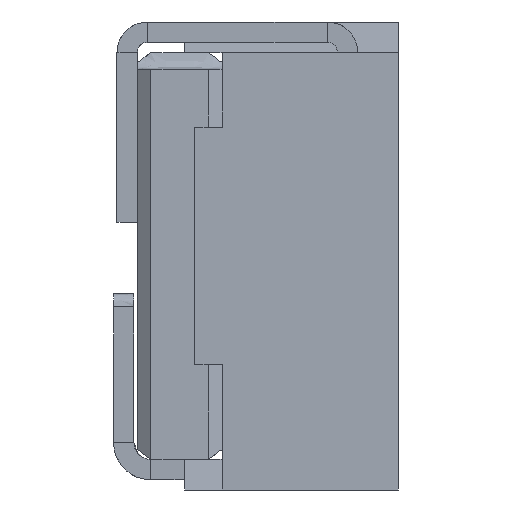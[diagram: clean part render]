
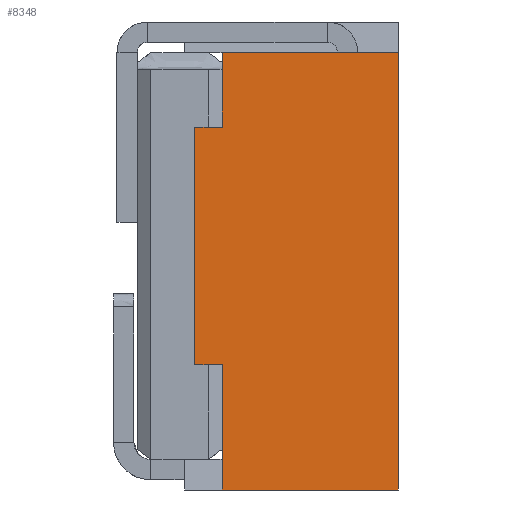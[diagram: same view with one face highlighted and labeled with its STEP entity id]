
A CAD part, left-side view. The second image highlights one B-rep face of the part: STEP entity #8348.
In plain terms, the highlighted free-form (B-spline) face has degree [1, 1] with [2, 2] control points.
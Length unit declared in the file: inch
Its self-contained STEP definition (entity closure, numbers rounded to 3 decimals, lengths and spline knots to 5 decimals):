
#87=DIRECTION('',(0.,0.,1.));
#88=VECTOR('',#87,0.129);
#89=CARTESIAN_POINT('',(-0.065,0.,-0.072));
#90=LINE('',#89,#88);
#1948=DIRECTION('',(0.,0.,-1.));
#1949=VECTOR('',#1948,0.07);
#1950=CARTESIAN_POINT('',(-0.065,0.06,0.035));
#1951=LINE('',#1950,#1949);
#1955=DIRECTION('',(0.,-1.,0.));
#1956=VECTOR('',#1955,0.008);
#1957=CARTESIAN_POINT('',(-0.065,0.06,0.035));
#1958=LINE('',#1957,#1956);
#1962=DIRECTION('',(0.,0.,1.));
#1963=VECTOR('',#1962,0.022);
#1964=CARTESIAN_POINT('',(-0.065,0.052,0.035));
#1965=LINE('',#1964,#1963);
#1969=DIRECTION('',(0.,1.,0.));
#1970=VECTOR('',#1969,0.052);
#1971=CARTESIAN_POINT('',(-0.065,0.,0.057));
#1972=LINE('',#1971,#1970);
#1976=DIRECTION('',(0.,1.,0.));
#1977=VECTOR('',#1976,0.052);
#1978=CARTESIAN_POINT('',(-0.065,0.,-0.072));
#1979=LINE('',#1978,#1977);
#1983=DIRECTION('',(0.,0.,1.));
#1984=VECTOR('',#1983,0.037);
#1985=CARTESIAN_POINT('',(-0.065,0.052,-0.072));
#1986=LINE('',#1985,#1984);
#1990=DIRECTION('',(0.,-1.,0.));
#1991=VECTOR('',#1990,0.008);
#1992=CARTESIAN_POINT('',(-0.065,0.06,-0.035));
#1993=LINE('',#1992,#1991);
#6193=CARTESIAN_POINT('',(-0.065,0.,0.057));
#6194=VERTEX_POINT('',#6193);
#6217=CARTESIAN_POINT('',(-0.065,0.,-0.072));
#6218=VERTEX_POINT('',#6217);
#6229=CARTESIAN_POINT('',(-0.065,0.052,-0.072));
#6230=CARTESIAN_POINT('',(-0.065,0.052,-0.035));
#6231=VERTEX_POINT('',#6229);
#6232=VERTEX_POINT('',#6230);
#6233=CARTESIAN_POINT('',(-0.065,0.052,0.035));
#6234=CARTESIAN_POINT('',(-0.065,0.052,0.057));
#6235=VERTEX_POINT('',#6233);
#6236=VERTEX_POINT('',#6234);
#6265=CARTESIAN_POINT('',(-0.065,0.06,0.035));
#6266=CARTESIAN_POINT('',(-0.065,0.06,-0.035));
#6267=VERTEX_POINT('',#6265);
#6268=VERTEX_POINT('',#6266);
#8331=CARTESIAN_POINT('',(-0.065,-0.0012,-0.07458));
#8332=CARTESIAN_POINT('',(-0.065,0.0612,-0.07458));
#8333=CARTESIAN_POINT('',(-0.065,-0.0012,0.05958));
#8334=CARTESIAN_POINT('',(-0.065,0.0612,0.05958));
#8335=B_SPLINE_SURFACE_WITH_KNOTS('',1,1,((#8331,#8332),(#8333,#8334)),
.UNSPECIFIED.,.F.,.F.,.F.,(2,2),(2,2),(-0.00258,0.13158),(-0.0012,0.0612),
.UNSPECIFIED.);
#8336=ORIENTED_EDGE('',*,*,#8282,.F.);
#8337=ORIENTED_EDGE('',*,*,#8313,.T.);
#8338=ORIENTED_EDGE('',*,*,#8136,.T.);
#8340=ORIENTED_EDGE('',*,*,#8339,.F.);
#8341=ORIENTED_EDGE('',*,*,#7308,.F.);
#8343=ORIENTED_EDGE('',*,*,#8342,.T.);
#8344=ORIENTED_EDGE('',*,*,#8144,.T.);
#8345=ORIENTED_EDGE('',*,*,#8266,.F.);
#8346=EDGE_LOOP('',(#8336,#8337,#8338,#8340,#8341,#8343,#8344,#8345));
#8347=FACE_OUTER_BOUND('',#8346,.F.);
#8348=ADVANCED_FACE('',(#8347),#8335,.T.);
#7308=EDGE_CURVE('',#6218,#6194,#90,.T.);
#8136=EDGE_CURVE('',#6235,#6236,#1965,.T.);
#8144=EDGE_CURVE('',#6231,#6232,#1986,.T.);
#8266=EDGE_CURVE('',#6268,#6232,#1993,.T.);
#8282=EDGE_CURVE('',#6267,#6268,#1951,.T.);
#8313=EDGE_CURVE('',#6267,#6235,#1958,.T.);
#8339=EDGE_CURVE('',#6194,#6236,#1972,.T.);
#8342=EDGE_CURVE('',#6218,#6231,#1979,.T.);
